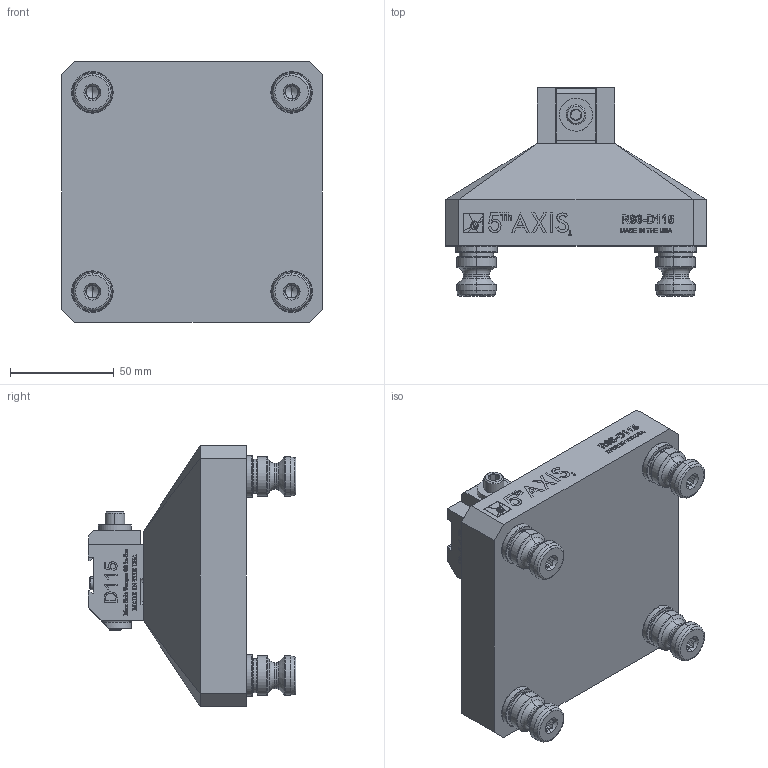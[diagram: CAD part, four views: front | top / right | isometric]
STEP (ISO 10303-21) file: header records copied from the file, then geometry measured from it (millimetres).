
FILE_DESCRIPTION (( 'STEP AP214' ), '1' );
FILE_NAME ('R96-D115.STEP', '2018-01-26T22:36:36', ( '' ), ( '' ), 'SwSTEP 2.0', 'SolidWorks 2017', '' );
FILE_SCHEMA (( 'AUTOMOTIVE_DESIGN' ));
Length unit declared in the file: inch
Products named in the file (12): PS20F; R96-D115; HW.LCM110E01M; D115; HW.0250.FW_DEFAULT; 91390A162_ALLOY STEEL CUP POINT SET SCREW_91390A162; R96-D1151; LP250_NO THREADS ; CDS25; HW.73072_DEFAULT; D115-1
Assembly tree (16 placements, depth 3):
  R96-D115
    R96-D1151
    PS20F  x4
      PS20F
      91390A162_ALLOY STEEL CUP POINT SET SCREW_91390A162
    D115
      D115-1
      LP250_NO THREADS   x3
      CDS25
      HW.0250.FW_DEFAULT
      HW.73072_DEFAULT
      HW.LCM110E01M
Bounding box: 125.73 x 100.2 x 125.73 mm (x, y, z)
Volume: 603462.7 mm3; surface area: 81532.8 mm2
Topology: 17 solids, 17 shells, 2513 faces, 6546 edges, 4211 vertices
Faces by surface type: plane 1188, bspline 595, cylinder 415, cone 203, torus 112
Entity records: 110133 total; most frequent: CARTESIAN_POINT 45036, ORIENTED_EDGE 10698, DIRECTION 7092, EDGE_CURVE 5349, VERTEX_POINT 3522, VECTOR 3466, LINE 3466, EDGE_LOOP 2201
